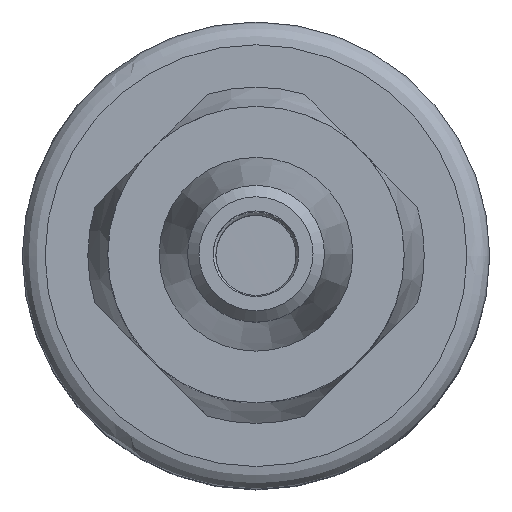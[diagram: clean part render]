
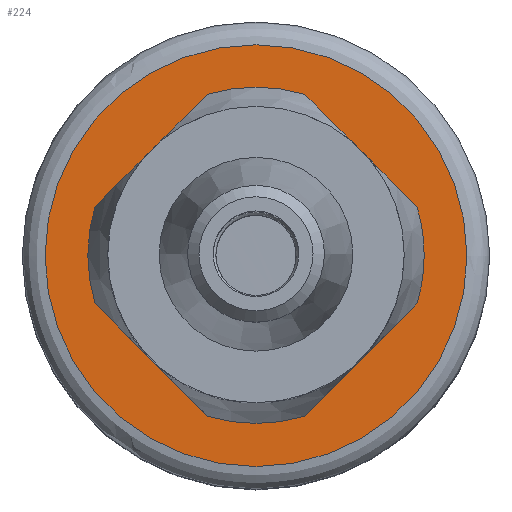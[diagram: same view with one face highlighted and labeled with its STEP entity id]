
A CAD part, top view. The second image highlights one B-rep face of the part: STEP entity #224.
In plain terms, the highlighted planar face has unit normal (0, 0, 1).
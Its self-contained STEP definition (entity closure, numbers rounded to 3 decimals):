
#122=PLANE('',#1334);
#224=ADVANCED_FACE('',(#317,#318),#122,.T.);
#317=FACE_BOUND('',#420,.T.);
#318=FACE_BOUND('',#421,.T.);
#420=EDGE_LOOP('',(#674));
#421=EDGE_LOOP('',(#675));
#674=ORIENTED_EDGE('',*,*,#816,.F.);
#675=ORIENTED_EDGE('',*,*,#940,.F.);
#712=VERTEX_POINT('',#1684);
#805=VERTEX_POINT('',#2662);
#816=EDGE_CURVE('',#712,#712,#957,.T.);
#940=EDGE_CURVE('',#805,#805,#997,.T.);
#957=CIRCLE('',#1237,2.6);
#997=CIRCLE('',#1333,3.7);
#1237=AXIS2_PLACEMENT_3D('',#1683,#1377,#1378);
#1333=AXIS2_PLACEMENT_3D('',#2661,#1629,#1630);
#1334=AXIS2_PLACEMENT_3D('',#2663,#1631,#1632);
#1377=DIRECTION('',(0.,0.,1.));
#1378=DIRECTION('',(1.,0.,0.));
#1629=DIRECTION('',(0.,0.,-1.));
#1630=DIRECTION('',(1.,0.,0.));
#1631=DIRECTION('',(0.,0.,1.));
#1632=DIRECTION('',(0.,-1.,0.));
#1683=CARTESIAN_POINT('',(0.,0.,6.2));
#1684=CARTESIAN_POINT('',(2.6,0.,6.2));
#2661=CARTESIAN_POINT('',(0.,0.,6.2));
#2662=CARTESIAN_POINT('',(3.7,0.,6.2));
#2663=CARTESIAN_POINT('',(-4.07,4.07,6.2));
